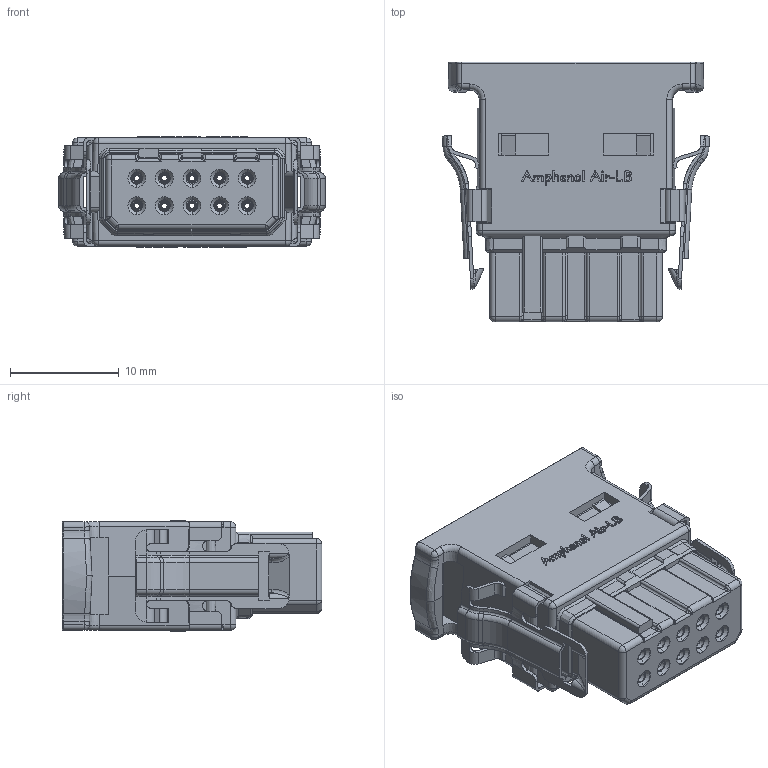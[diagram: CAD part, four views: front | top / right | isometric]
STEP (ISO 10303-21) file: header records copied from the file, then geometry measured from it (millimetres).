
FILE_DESCRIPTION((''),'2;1');
FILE_NAME('3563_6110_320_SW0001','2022-04-11T',('gilmer'),(''),'CREO PARAMETRIC BY PTC INC, 2018360','CREO PARAMETRIC BY PTC INC, 2018360','');
FILE_SCHEMA(('CONFIG_CONTROL_DESIGN'));
Products named in the file (1): 3563_6110_320_SW0001
Bounding box: 24.6 x 23.91 x 10.2 mm (x, y, z)
Volume: 2889.6 mm3; surface area: 5187 mm2
Topology: 1 solids, 1 shells, 2535 faces, 6449 edges, 4020 vertices
Faces by surface type: plane 736, cylinder 560, extrusion 505, torus 290, cone 254, bspline 164, sphere 26
Entity records: 86756 total; most frequent: CARTESIAN_POINT 28182, ORIENTED_EDGE 12898, DIRECTION 10835, EDGE_CURVE 6449, VERTEX_POINT 4020, AXIS2_PLACEMENT_3D 3767, VECTOR 3301, LINE 2796
